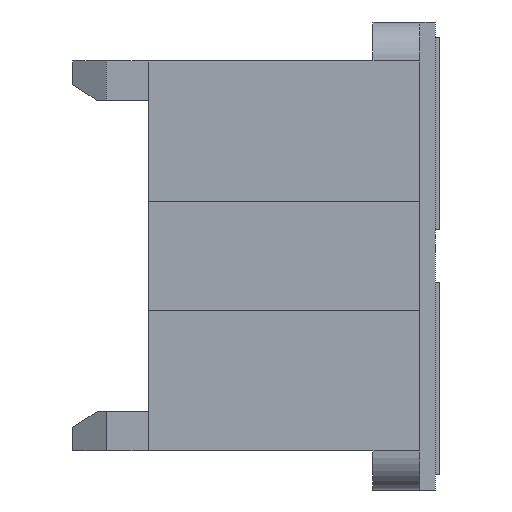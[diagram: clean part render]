
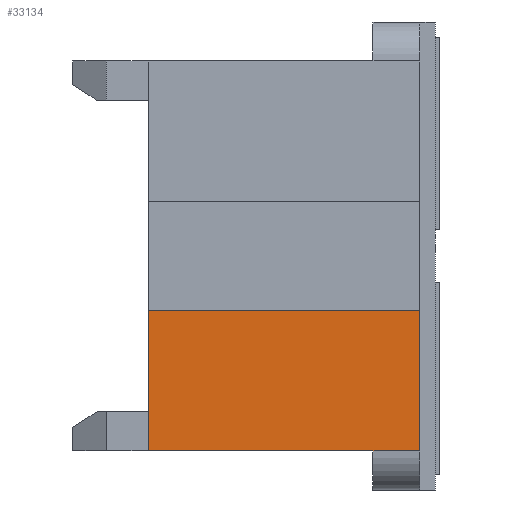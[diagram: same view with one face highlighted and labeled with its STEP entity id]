
A CAD part, left-side view. The second image highlights one B-rep face of the part: STEP entity #33134.
In plain terms, the highlighted planar face has unit normal (-1, 0, 0).
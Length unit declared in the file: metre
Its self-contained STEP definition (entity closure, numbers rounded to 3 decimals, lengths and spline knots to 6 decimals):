
#9482=ORIENTED_EDGE('',*,*,#14238,.T.);
#9483=ORIENTED_EDGE('',*,*,#14239,.F.);
#9484=ORIENTED_EDGE('',*,*,#14041,.F.);
#9485=ORIENTED_EDGE('',*,*,#14220,.T.);
#9486=ORIENTED_EDGE('',*,*,#14236,.T.);
#14041=EDGE_CURVE('',#17083,#17084,#21669,.T.);
#14220=EDGE_CURVE('',#17083,#14378,#21828,.T.);
#14236=EDGE_CURVE('',#14378,#17165,#21843,.T.);
#14238=EDGE_CURVE('',#17165,#17166,#21844,.T.);
#14239=EDGE_CURVE('',#17084,#17166,#21845,.T.);
#14378=VERTEX_POINT('',#43308);
#17083=VERTEX_POINT('',#51844);
#17084=VERTEX_POINT('',#51846);
#17165=VERTEX_POINT('',#52192);
#17166=VERTEX_POINT('',#52196);
#21669=LINE('',#51845,#26352);
#21828=LINE('',#52160,#26511);
#21843=LINE('',#52191,#26526);
#21844=LINE('',#52195,#26527);
#21845=LINE('',#52197,#26528);
#26352=VECTOR('',#42533,1.);
#26511=VECTOR('',#42856,1.);
#26526=VECTOR('',#42889,1.);
#26527=VECTOR('',#42894,1.);
#26528=VECTOR('',#42895,1.);
#28191=EDGE_LOOP('',(#9482,#9483,#9484,#9485,#9486));
#29854=FACE_BOUND('',#28191,.T.);
#31482=PLANE('',#34839);
#33134=ADVANCED_FACE('',(#29854),#31482,.F.);
#34839=AXIS2_PLACEMENT_3D('',#52194,#42892,#42893);
#42533=DIRECTION('',(0.,0.,1.));
#42856=DIRECTION('',(0.,-1.,0.));
#42889=DIRECTION('',(0.,-1.,0.));
#42892=DIRECTION('',(1.,0.,0.));
#42893=DIRECTION('',(0.,0.,1.));
#42894=DIRECTION('',(0.,0.,1.));
#42895=DIRECTION('',(0.,-1.,0.));
#43308=CARTESIAN_POINT('',(-0.0189,0.0008,-0.0025));
#51844=CARTESIAN_POINT('',(-0.0189,0.00368,-0.0025));
#51845=CARTESIAN_POINT('',(-0.0189,0.00368,0.));
#51846=CARTESIAN_POINT('',(-0.0189,0.00368,-0.0007));
#52160=CARTESIAN_POINT('',(-0.0189,0.00194,-0.0025));
#52191=CARTESIAN_POINT('',(-0.0189,0.000812,-0.0025));
#52192=CARTESIAN_POINT('',(-0.0189,0.0002,-0.0025));
#52194=CARTESIAN_POINT('',(-0.0189,0.00194,0.0016));
#52195=CARTESIAN_POINT('',(-0.0189,0.0002,0.0016));
#52196=CARTESIAN_POINT('',(-0.0189,0.0002,-0.0007));
#52197=CARTESIAN_POINT('',(-0.0189,0.00194,-0.0007));
